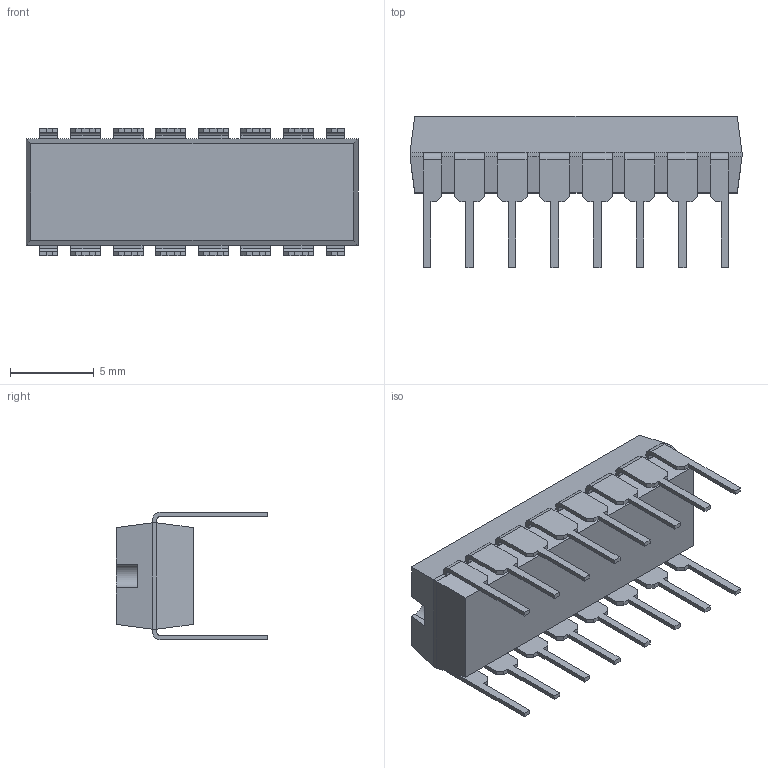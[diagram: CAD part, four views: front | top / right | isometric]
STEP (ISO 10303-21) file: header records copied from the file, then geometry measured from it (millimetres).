
FILE_DESCRIPTION (( 'STEP AP214' ), '1' );
FILE_NAME ('SN754410NE.STEP', '2020-08-29T18:50:00', ( '' ), ( '' ), 'SwSTEP 2.0', 'SolidWorks 2017', '' );
FILE_SCHEMA (( 'AUTOMOTIVE_DESIGN' ));
Length unit declared in the file: inch
Products named in the file (1): SN754410NE
Bounding box: 19.81 x 9.02 x 7.62 mm (x, y, z)
Volume: 569.6 mm3; surface area: 748.9 mm2
Topology: 17 solids, 17 shells, 262 faces, 676 edges, 448 vertices
Faces by surface type: plane 229, cylinder 33
Entity records: 8078 total; most frequent: CARTESIAN_POINT 1387, ORIENTED_EDGE 1352, DIRECTION 1268, EDGE_CURVE 676, LINE 610, VECTOR 610, VERTEX_POINT 448, AXIS2_PLACEMENT_3D 329
